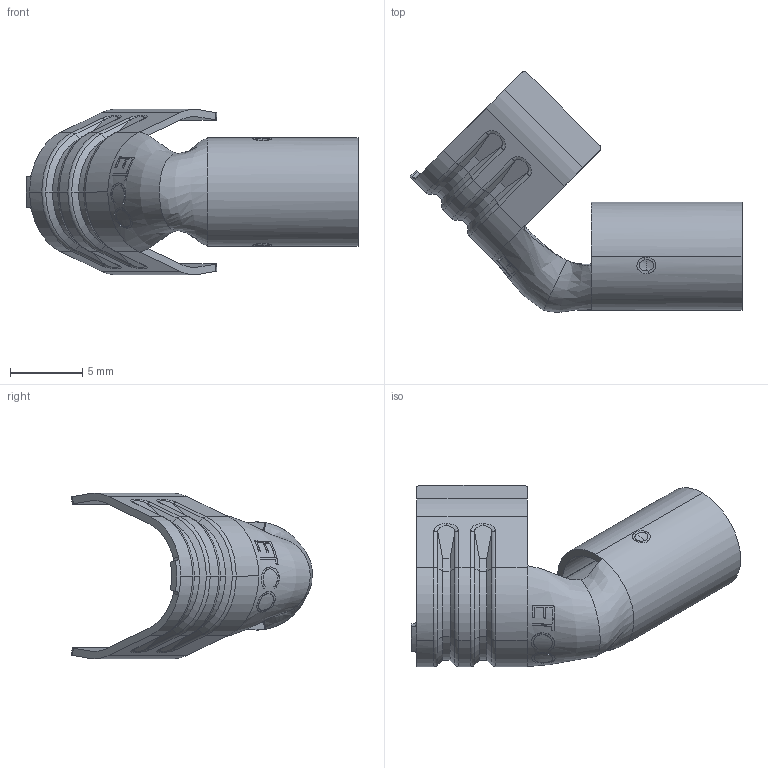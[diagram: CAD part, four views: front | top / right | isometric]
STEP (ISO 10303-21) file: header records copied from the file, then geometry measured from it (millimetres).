
FILE_DESCRIPTION (( 'STEP AP203' ), '1' );
FILE_NAME ('SP15-135.STEP', '2019-11-05T15:15:32', ( 'tempuser' ), ( 'Microsoft' ), 'SwSTEP 2.0', 'SolidWorks 2019', '' );
FILE_SCHEMA (( 'CONFIG_CONTROL_DESIGN' ));
Length unit declared in the file: inch
Products named in the file (1): SP15-135
Bounding box: 22.92 x 16.63 x 11.43 mm (x, y, z)
Volume: 255.2 mm3; surface area: 1079.3 mm2
Topology: 1 solids, 1 shells, 248 faces, 653 edges, 408 vertices
Faces by surface type: bspline 114, cylinder 64, plane 44, torus 12, sphere 8, cone 6
Entity records: 12702 total; most frequent: CARTESIAN_POINT 7438, ORIENTED_EDGE 1290, DIRECTION 798, EDGE_CURVE 645, VERTEX_POINT 408, AXIS2_PLACEMENT_3D 311, EDGE_LOOP 257, ADVANCED_FACE 248
